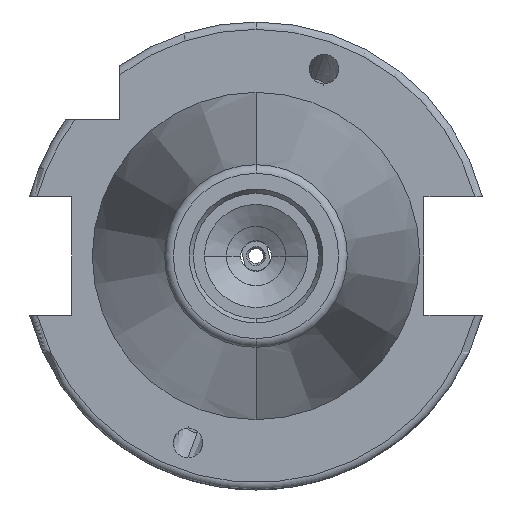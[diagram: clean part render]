
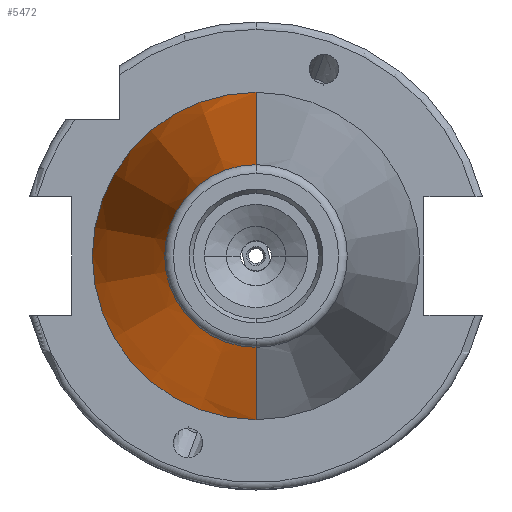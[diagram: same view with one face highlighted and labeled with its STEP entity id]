
A CAD part, left-side view. The second image highlights one B-rep face of the part: STEP entity #5472.
In plain terms, the highlighted conical face has half-angle 8.297 degrees and reference radius 22.225 mm.
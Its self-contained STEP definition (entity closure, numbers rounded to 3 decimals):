
#42 = CARTESIAN_POINT ( 'NONE',  ( 0., -22.225, 0. ) ) ;
#141 = CARTESIAN_POINT ( 'NONE',  ( 0., 22.225, 0. ) ) ;
#1331 = DIRECTION ( 'NONE',  ( 0., -1., 0. ) ) ;
#1352 = DIRECTION ( 'NONE',  ( -1., 0., 0. ) ) ;
#1412 = CARTESIAN_POINT ( 'NONE',  ( 0., 0., 0. ) ) ;
#2343 = VERTEX_POINT ( 'NONE', #42 ) ;
#2558 = CARTESIAN_POINT ( 'NONE',  ( 0., 22.225, 0. ) ) ;
#2582 = DIRECTION ( 'NONE',  ( 0.99, 0.144, 0. ) ) ;
#2856 = DIRECTION ( 'NONE',  ( 0., -1., 0. ) ) ;
#2886 = DIRECTION ( 'NONE',  ( -1., 0., 0. ) ) ;
#2899 = CARTESIAN_POINT ( 'NONE',  ( -67.373, 0., 0. ) ) ;
#3124 = LINE ( 'NONE', #2558, #3139 ) ;
#3139 = VECTOR ( 'NONE', #2582, 1000. ) ;
#3575 = VECTOR ( 'NONE', #4162, 1000. ) ;
#3743 = LINE ( 'NONE', #4284, #3575 ) ;
#4162 = DIRECTION ( 'NONE',  ( 0.99, -0.144, 0. ) ) ;
#4212 = DIRECTION ( 'NONE',  ( 1., 0., 0. ) ) ;
#4242 = AXIS2_PLACEMENT_3D ( 'NONE', #2899, #2886, #2856 ) ;
#4284 = CARTESIAN_POINT ( 'NONE',  ( 0., -22.225, 0. ) ) ;
#4603 = VERTEX_POINT ( 'NONE', #141 ) ;
#4669 = DIRECTION ( 'NONE',  ( 0., 1., 0. ) ) ;
#5094 = AXIS2_PLACEMENT_3D ( 'NONE', #1412, #1352, #1331 ) ;
#5236 = CARTESIAN_POINT ( 'NONE',  ( -67.373, -12.4, 0. ) ) ;
#5374 = AXIS2_PLACEMENT_3D ( 'NONE', #6806, #4212, #4669 ) ;
#5472 = ADVANCED_FACE ( 'NONE', ( #7401 ), #7169, .T. ) ;
#5633 = CIRCLE ( 'NONE', #4242, 12.4 ) ;
#5700 = EDGE_CURVE ( 'NONE', #2343, #4603, #6889, .T. ) ;
#5768 = VERTEX_POINT ( 'NONE', #8235 ) ;
#5781 = ORIENTED_EDGE ( 'NONE', *, *, #6944, .F. ) ;
#5787 = ORIENTED_EDGE ( 'NONE', *, *, #5700, .T. ) ;
#5877 = ORIENTED_EDGE ( 'NONE', *, *, #6789, .T. ) ;
#5884 = ORIENTED_EDGE ( 'NONE', *, *, #6065, .F. ) ;
#5976 = VERTEX_POINT ( 'NONE', #5236 ) ;
#6053 = EDGE_LOOP ( 'NONE', ( #5884, #5877, #5787, #5781 ) ) ;
#6065 = EDGE_CURVE ( 'NONE', #5976, #5768, #5633, .T. ) ;
#6789 = EDGE_CURVE ( 'NONE', #5976, #2343, #3743, .T. ) ;
#6806 = CARTESIAN_POINT ( 'NONE',  ( 0., 0., 0. ) ) ;
#6889 = CIRCLE ( 'NONE', #5094, 22.225 ) ;
#6944 = EDGE_CURVE ( 'NONE', #5768, #4603, #3124, .T. ) ;
#7169 = CONICAL_SURFACE ( 'NONE', #5374, 22.225, 0.145 ) ;
#7401 = FACE_OUTER_BOUND ( 'NONE', #6053, .T. ) ;
#8235 = CARTESIAN_POINT ( 'NONE',  ( -67.373, 12.4, 0. ) ) ;
